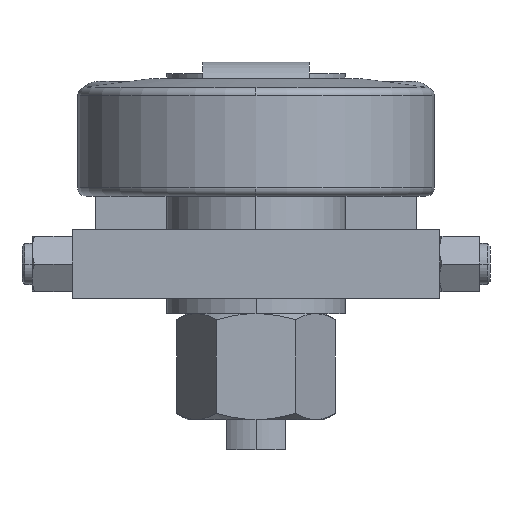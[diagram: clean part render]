
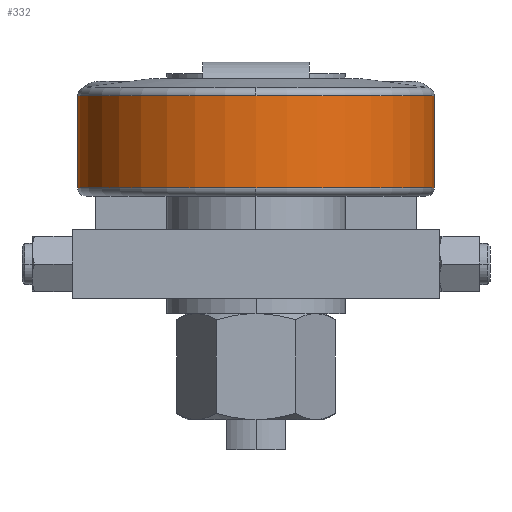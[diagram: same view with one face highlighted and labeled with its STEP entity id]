
A CAD part, left-side view. The second image highlights one B-rep face of the part: STEP entity #332.
In plain terms, the highlighted cylindrical face has radius 38.85 mm (diameter 77.7 mm), a partial arc.
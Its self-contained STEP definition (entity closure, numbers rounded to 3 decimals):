
#332=ADVANCED_FACE('',(#738),#739,.T.);
#738=FACE_OUTER_BOUND('',#1230,.T.);
#739=CYLINDRICAL_SURFACE('',#1231,38.85);
#1230=EDGE_LOOP('',(#2112,#2113,#2114,#2115,#2116,#2117));
#1231=AXIS2_PLACEMENT_3D('',#2118,#2119,#2120);
#2112=ORIENTED_EDGE('',*,*,#2863,.T.);
#2113=ORIENTED_EDGE('',*,*,#2857,.F.);
#2114=ORIENTED_EDGE('',*,*,#3074,.F.);
#2115=ORIENTED_EDGE('',*,*,#2866,.T.);
#2116=ORIENTED_EDGE('',*,*,#3072,.T.);
#2117=ORIENTED_EDGE('',*,*,#2870,.T.);
#2118=CARTESIAN_POINT('',(40.0,40.0,34.163));
#2119=DIRECTION('',(0.,0.0,-1.0));
#2120=DIRECTION('',(0.0,1.0,0.0));
#2857=EDGE_CURVE('',#3400,#3403,#3404,.T.);
#2863=EDGE_CURVE('',#3413,#3403,#3414,.T.);
#2866=EDGE_CURVE('',#3419,#3417,#3420,.T.);
#2870=EDGE_CURVE('',#3425,#3413,#3426,.T.);
#3072=EDGE_CURVE('',#3417,#3425,#3711,.T.);
#3074=EDGE_CURVE('',#3419,#3400,#3713,.T.);
#3400=VERTEX_POINT('',#4153);
#3403=VERTEX_POINT('',#4156);
#3404=CIRCLE('',#4157,38.85);
#3413=VERTEX_POINT('',#4166);
#3414=LINE('',#4167,#4168);
#3417=VERTEX_POINT('',#4171);
#3419=VERTEX_POINT('',#4173);
#3420=LINE('',#4174,#4175);
#3425=VERTEX_POINT('',#4180);
#3426=CIRCLE('',#4181,38.85);
#3711=CIRCLE('',#4925,38.85);
#3713=CIRCLE('',#4927,38.85);
#4153=CARTESIAN_POINT('',(1.15,40.0,24.125));
#4156=CARTESIAN_POINT('',(40.0,78.85,24.125));
#4157=AXIS2_PLACEMENT_3D('',#5796,#5797,#5798);
#4166=CARTESIAN_POINT('',(40.0,78.85,44.2));
#4167=CARTESIAN_POINT('',(40.0,78.85,34.163));
#4168=VECTOR('',#5811,1.0);
#4171=CARTESIAN_POINT('',(40.0,1.15,44.2));
#4173=CARTESIAN_POINT('',(40.0,1.15,24.125));
#4174=CARTESIAN_POINT('',(40.0,1.15,34.163));
#4175=VECTOR('',#5818,1.0);
#4180=CARTESIAN_POINT('',(1.15,40.0,44.2));
#4181=AXIS2_PLACEMENT_3D('',#5825,#5826,#5827);
#4925=AXIS2_PLACEMENT_3D('',#6038,#6039,#6040);
#4927=AXIS2_PLACEMENT_3D('',#6041,#6042,#6043);
#5796=CARTESIAN_POINT('',(40.0,40.0,24.125));
#5797=DIRECTION('',(0.,0.0,-1.0));
#5798=DIRECTION('',(0.0,1.0,0.0));
#5811=DIRECTION('',(0.,0.0,-1.0));
#5818=DIRECTION('',(0.,-0.0,1.0));
#5825=CARTESIAN_POINT('',(40.0,40.0,44.2));
#5826=DIRECTION('',(0.,0.0,-1.0));
#5827=DIRECTION('',(0.0,1.0,0.0));
#6038=CARTESIAN_POINT('',(40.0,40.0,44.2));
#6039=DIRECTION('',(0.,0.0,-1.0));
#6040=DIRECTION('',(0.0,1.0,0.0));
#6041=CARTESIAN_POINT('',(40.0,40.0,24.125));
#6042=DIRECTION('',(0.,0.0,-1.0));
#6043=DIRECTION('',(0.0,1.0,0.0));
